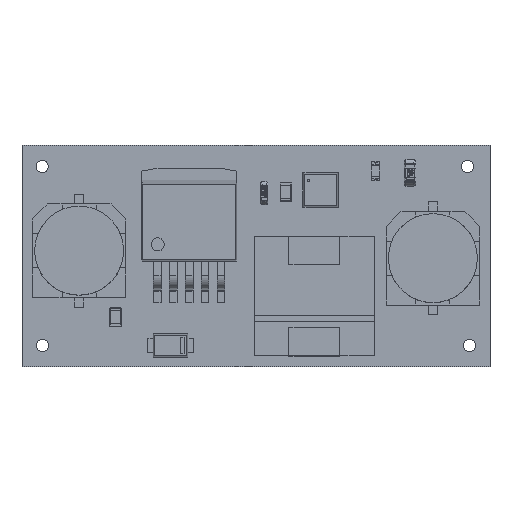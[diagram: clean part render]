
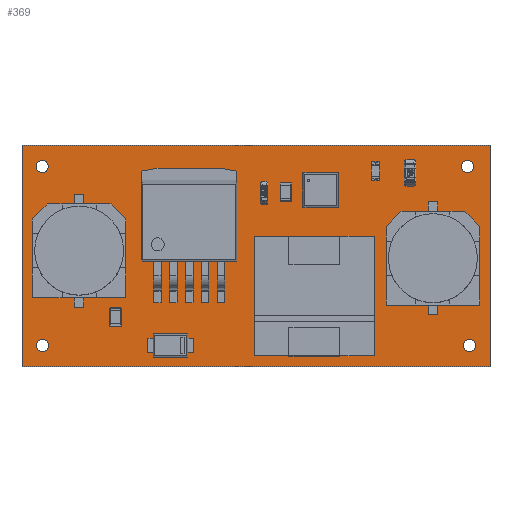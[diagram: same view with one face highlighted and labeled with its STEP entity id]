
A CAD part, top view. The second image highlights one B-rep face of the part: STEP entity #369.
In plain terms, the highlighted planar face has unit normal (0, 0, 1).
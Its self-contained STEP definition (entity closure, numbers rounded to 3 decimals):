
#96 = VERTEX_POINT('',#97);
#97 = CARTESIAN_POINT('',(0.4,0.2,1.622));
#103 = EDGE_CURVE('',#96,#104,#106,.T.);
#104 = VERTEX_POINT('',#105);
#105 = CARTESIAN_POINT('',(50.4,0.2,1.622));
#106 = LINE('',#107,#108);
#107 = CARTESIAN_POINT('',(0.4,0.2,1.622));
#108 = VECTOR('',#109,1.);
#109 = DIRECTION('',(1.,0.,0.));
#134 = EDGE_CURVE('',#104,#135,#137,.T.);
#135 = VERTEX_POINT('',#136);
#136 = CARTESIAN_POINT('',(50.4,23.9,1.622));
#137 = LINE('',#138,#139);
#138 = CARTESIAN_POINT('',(50.4,0.2,1.622));
#139 = VECTOR('',#140,1.);
#140 = DIRECTION('',(0.,1.,0.));
#165 = EDGE_CURVE('',#135,#166,#168,.T.);
#166 = VERTEX_POINT('',#167);
#167 = CARTESIAN_POINT('',(0.4,23.9,1.622));
#168 = LINE('',#169,#170);
#169 = CARTESIAN_POINT('',(50.4,23.9,1.622));
#170 = VECTOR('',#171,1.);
#171 = DIRECTION('',(-1.,0.,0.));
#196 = EDGE_CURVE('',#166,#96,#197,.T.);
#197 = LINE('',#198,#199);
#198 = CARTESIAN_POINT('',(0.4,23.9,1.622));
#199 = VECTOR('',#200,1.);
#200 = DIRECTION('',(0.,-1.,0.));
#220 = VERTEX_POINT('',#221);
#221 = CARTESIAN_POINT('',(3.225,2.5,1.622));
#227 = EDGE_CURVE('',#220,#220,#228,.T.);
#228 = CIRCLE('',#229,0.65);
#229 = AXIS2_PLACEMENT_3D('',#230,#231,#232);
#230 = CARTESIAN_POINT('',(2.575,2.5,1.622));
#231 = DIRECTION('',(0.,0.,1.));
#232 = DIRECTION('',(1.,0.,0.));
#253 = VERTEX_POINT('',#254);
#254 = CARTESIAN_POINT('',(3.2,21.6,1.622));
#260 = EDGE_CURVE('',#253,#253,#261,.T.);
#261 = CIRCLE('',#262,0.65);
#262 = AXIS2_PLACEMENT_3D('',#263,#264,#265);
#263 = CARTESIAN_POINT('',(2.55,21.6,1.622));
#264 = DIRECTION('',(0.,0.,1.));
#265 = DIRECTION('',(1.,0.,0.));
#286 = VERTEX_POINT('',#287);
#287 = CARTESIAN_POINT('',(48.85,2.5,1.622));
#293 = EDGE_CURVE('',#286,#286,#294,.T.);
#294 = CIRCLE('',#295,0.65);
#295 = AXIS2_PLACEMENT_3D('',#296,#297,#298);
#296 = CARTESIAN_POINT('',(48.2,2.5,1.622));
#297 = DIRECTION('',(0.,0.,1.));
#298 = DIRECTION('',(1.,0.,0.));
#319 = VERTEX_POINT('',#320);
#320 = CARTESIAN_POINT('',(48.65,21.6,1.622));
#326 = EDGE_CURVE('',#319,#319,#327,.T.);
#327 = CIRCLE('',#328,0.65);
#328 = AXIS2_PLACEMENT_3D('',#329,#330,#331);
#329 = CARTESIAN_POINT('',(48.,21.6,1.622));
#330 = DIRECTION('',(0.,0.,1.));
#331 = DIRECTION('',(1.,0.,0.));
#369 = ADVANCED_FACE('',(#370,#376,#379,#382,#385),#388,.F.);
#370 = FACE_BOUND('',#371,.T.);
#371 = EDGE_LOOP('',(#372,#373,#374,#375));
#372 = ORIENTED_EDGE('',*,*,#103,.T.);
#373 = ORIENTED_EDGE('',*,*,#134,.T.);
#374 = ORIENTED_EDGE('',*,*,#165,.T.);
#375 = ORIENTED_EDGE('',*,*,#196,.T.);
#376 = FACE_BOUND('',#377,.F.);
#377 = EDGE_LOOP('',(#378));
#378 = ORIENTED_EDGE('',*,*,#227,.T.);
#379 = FACE_BOUND('',#380,.F.);
#380 = EDGE_LOOP('',(#381));
#381 = ORIENTED_EDGE('',*,*,#260,.T.);
#382 = FACE_BOUND('',#383,.F.);
#383 = EDGE_LOOP('',(#384));
#384 = ORIENTED_EDGE('',*,*,#293,.T.);
#385 = FACE_BOUND('',#386,.F.);
#386 = EDGE_LOOP('',(#387));
#387 = ORIENTED_EDGE('',*,*,#326,.T.);
#388 = PLANE('',#389);
#389 = AXIS2_PLACEMENT_3D('',#390,#391,#392);
#390 = CARTESIAN_POINT('',(0.4,0.2,1.622));
#391 = DIRECTION('',(0.,0.,-1.));
#392 = DIRECTION('',(-1.,0.,0.));
